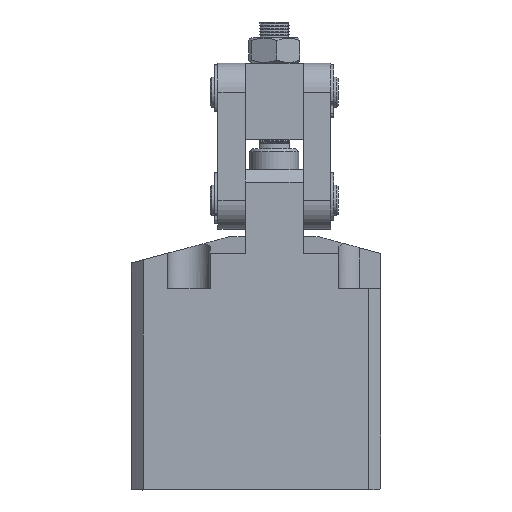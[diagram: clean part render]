
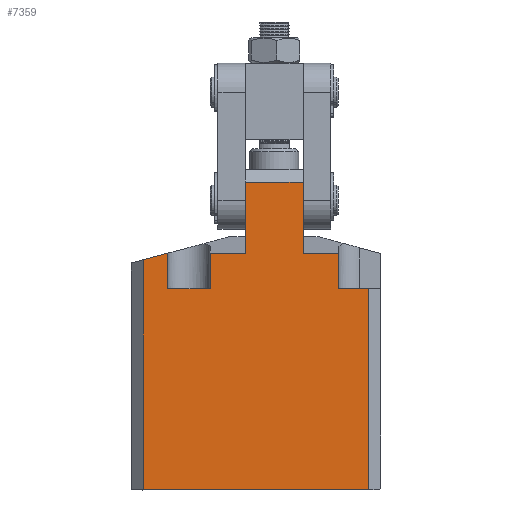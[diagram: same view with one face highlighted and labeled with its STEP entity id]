
A CAD part, top view. The second image highlights one B-rep face of the part: STEP entity #7359.
In plain terms, the highlighted planar face has unit normal (0, 0, 1).
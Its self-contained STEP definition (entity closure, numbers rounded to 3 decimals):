
#35 = CARTESIAN_POINT ( 'NONE',  ( 446.21, 103.516, 35. ) ) ;
#82 = LINE ( 'NONE', #12619, #1429 ) ;
#540 = CARTESIAN_POINT ( 'NONE',  ( 420.71, 103.516, 35. ) ) ;
#606 = LINE ( 'NONE', #5110, #642 ) ;
#642 = VECTOR ( 'NONE', #8708, 1000. ) ;
#756 = DIRECTION ( 'NONE',  ( 0., 1., 0. ) ) ;
#813 = CARTESIAN_POINT ( 'NONE',  ( 412.71, 179.014, 35. ) ) ;
#831 = VECTOR ( 'NONE', #3750, 1000. ) ;
#857 = LINE ( 'NONE', #35, #831 ) ;
#948 = VECTOR ( 'NONE', #10775, 1000. ) ;
#1008 = LINE ( 'NONE', #3198, #948 ) ;
#1369 = DIRECTION ( 'NONE',  ( -1., 0., 0. ) ) ;
#1429 = VECTOR ( 'NONE', #2883, 1000. ) ;
#1503 = CARTESIAN_POINT ( 'NONE',  ( 412.71, 204.516, 35. ) ) ;
#1617 = VECTOR ( 'NONE', #3142, 1000. ) ;
#1668 = CARTESIAN_POINT ( 'NONE',  ( 412.71, 169.516, 35. ) ) ;
#1679 = LINE ( 'NONE', #11652, #1617 ) ;
#1737 = CARTESIAN_POINT ( 'NONE',  ( 434.71, 103.516, 35. ) ) ;
#1774 = DIRECTION ( 'NONE',  ( -1., 0., 0. ) ) ;
#1816 = EDGE_CURVE ( 'NONE', #4124, #3560, #1008, .T. ) ;
#2146 = EDGE_CURVE ( 'NONE', #12105, #5943, #14863, .T. ) ;
#2170 = EDGE_CURVE ( 'NONE', #11446, #4913, #14477, .T. ) ;
#2495 = EDGE_CURVE ( 'NONE', #4913, #8995, #11218, .T. ) ;
#2798 = EDGE_CURVE ( 'NONE', #8995, #4184, #9655, .T. ) ;
#2883 = DIRECTION ( 'NONE',  ( -1., 0., 0. ) ) ;
#3142 = DIRECTION ( 'NONE',  ( -1., 0., 0. ) ) ;
#3198 = CARTESIAN_POINT ( 'NONE',  ( 412.71, 103.516, 35. ) ) ;
#3466 = CARTESIAN_POINT ( 'NONE',  ( 412.71, 103.516, 35. ) ) ;
#3560 = VERTEX_POINT ( 'NONE', #7806 ) ;
#3750 = DIRECTION ( 'NONE',  ( 0., -1., 0. ) ) ;
#4124 = VERTEX_POINT ( 'NONE', #813 ) ;
#4184 = VERTEX_POINT ( 'NONE', #13151 ) ;
#4449 = EDGE_CURVE ( 'NONE', #10758, #10819, #15274, .T. ) ;
#4539 = VECTOR ( 'NONE', #4653, 1000. ) ;
#4653 = DIRECTION ( 'NONE',  ( 1., 0., 0. ) ) ;
#4913 = VERTEX_POINT ( 'NONE', #8475 ) ;
#4979 = PLANE ( 'NONE',  #14143 ) ;
#5098 = LINE ( 'NONE', #3466, #4539 ) ;
#5110 = CARTESIAN_POINT ( 'NONE',  ( 420.71, 181.157, 35. ) ) ;
#5232 = FACE_OUTER_BOUND ( 'NONE', #14493, .T. ) ;
#5411 = CARTESIAN_POINT ( 'NONE',  ( 486.71, 103.516, 35. ) ) ;
#5465 = VECTOR ( 'NONE', #9554, 1000. ) ;
#5630 = LINE ( 'NONE', #540, #5650 ) ;
#5650 = VECTOR ( 'NONE', #7858, 1000. ) ;
#5825 = CARTESIAN_POINT ( 'NONE',  ( 420.71, 169.516, 35. ) ) ;
#5943 = VERTEX_POINT ( 'NONE', #9322 ) ;
#6236 = CARTESIAN_POINT ( 'NONE',  ( 412.71, 103.516, 35. ) ) ;
#6542 = DIRECTION ( 'NONE',  ( 0., -1., 0. ) ) ;
#6637 = VERTEX_POINT ( 'NONE', #7497 ) ;
#6697 = CARTESIAN_POINT ( 'NONE',  ( 434.71, 181.157, 35. ) ) ;
#6771 = CARTESIAN_POINT ( 'NONE',  ( 486.71, 103.516, 35. ) ) ;
#7359 = ADVANCED_FACE ( 'NONE', ( #5232 ), #4979, .T. ) ;
#7439 = DIRECTION ( 'NONE',  ( 1., 0., 0. ) ) ;
#7497 = CARTESIAN_POINT ( 'NONE',  ( 420.71, 181.157, 35. ) ) ;
#7732 = CARTESIAN_POINT ( 'NONE',  ( 476.71, 181.157, 35. ) ) ;
#7806 = CARTESIAN_POINT ( 'NONE',  ( 412.71, 103.516, 35. ) ) ;
#7858 = DIRECTION ( 'NONE',  ( 0., 1., 0. ) ) ;
#8171 = DIRECTION ( 'NONE',  ( 0., 1., 0. ) ) ;
#8246 = EDGE_CURVE ( 'NONE', #9202, #9475, #1679, .T. ) ;
#8475 = CARTESIAN_POINT ( 'NONE',  ( 465.21, 181.157, 35. ) ) ;
#8708 = DIRECTION ( 'NONE',  ( -0.966, -0.259, 0. ) ) ;
#8847 = CARTESIAN_POINT ( 'NONE',  ( 412.71, 181.157, 35. ) ) ;
#8995 = VERTEX_POINT ( 'NONE', #14154 ) ;
#9176 = VERTEX_POINT ( 'NONE', #14571 ) ;
#9202 = VERTEX_POINT ( 'NONE', #15759 ) ;
#9322 = CARTESIAN_POINT ( 'NONE',  ( 486.71, 169.516, 35. ) ) ;
#9331 = VECTOR ( 'NONE', #1369, 1000. ) ;
#9475 = VERTEX_POINT ( 'NONE', #6697 ) ;
#9547 = DIRECTION ( 'NONE',  ( -1., 0., 0. ) ) ;
#9554 = DIRECTION ( 'NONE',  ( 0., 1., 0. ) ) ;
#9648 = VECTOR ( 'NONE', #6542, 1000. ) ;
#9652 = CARTESIAN_POINT ( 'NONE',  ( 465.21, 103.516, 35. ) ) ;
#9655 = LINE ( 'NONE', #1503, #9331 ) ;
#10122 = ORIENTED_EDGE ( 'NONE', *, *, #2146, .T. ) ;
#10159 = ORIENTED_EDGE ( 'NONE', *, *, #10297, .T. ) ;
#10234 = ORIENTED_EDGE ( 'NONE', *, *, #1816, .T. ) ;
#10257 = LINE ( 'NONE', #14347, #10400 ) ;
#10297 = EDGE_CURVE ( 'NONE', #3560, #12105, #5098, .T. ) ;
#10325 = ORIENTED_EDGE ( 'NONE', *, *, #15711, .T. ) ;
#10367 = ORIENTED_EDGE ( 'NONE', *, *, #14623, .T. ) ;
#10383 = ORIENTED_EDGE ( 'NONE', *, *, #4449, .T. ) ;
#10400 = VECTOR ( 'NONE', #8171, 1000. ) ;
#10487 = ORIENTED_EDGE ( 'NONE', *, *, #11035, .T. ) ;
#10553 = ORIENTED_EDGE ( 'NONE', *, *, #8246, .T. ) ;
#10589 = ORIENTED_EDGE ( 'NONE', *, *, #15622, .T. ) ;
#10618 = ORIENTED_EDGE ( 'NONE', *, *, #2798, .T. ) ;
#10657 = ORIENTED_EDGE ( 'NONE', *, *, #2495, .T. ) ;
#10692 = ORIENTED_EDGE ( 'NONE', *, *, #2170, .T. ) ;
#10705 = ORIENTED_EDGE ( 'NONE', *, *, #13388, .T. ) ;
#10720 = ORIENTED_EDGE ( 'NONE', *, *, #11417, .T. ) ;
#10758 = VERTEX_POINT ( 'NONE', #14303 ) ;
#10775 = DIRECTION ( 'NONE',  ( 0., -1., 0. ) ) ;
#10819 = VERTEX_POINT ( 'NONE', #5825 ) ;
#11035 = EDGE_CURVE ( 'NONE', #9475, #10758, #11367, .T. ) ;
#11107 = DIRECTION ( 'NONE',  ( 0., 0., 1. ) ) ;
#11218 = LINE ( 'NONE', #9652, #5465 ) ;
#11367 = LINE ( 'NONE', #1737, #9648 ) ;
#11417 = EDGE_CURVE ( 'NONE', #5943, #9176, #82, .T. ) ;
#11446 = VERTEX_POINT ( 'NONE', #7732 ) ;
#11652 = CARTESIAN_POINT ( 'NONE',  ( 412.71, 181.157, 35. ) ) ;
#12105 = VERTEX_POINT ( 'NONE', #5411 ) ;
#12619 = CARTESIAN_POINT ( 'NONE',  ( 412.71, 169.516, 35. ) ) ;
#13151 = CARTESIAN_POINT ( 'NONE',  ( 446.21, 204.516, 35. ) ) ;
#13388 = EDGE_CURVE ( 'NONE', #9176, #11446, #10257, .T. ) ;
#14143 = AXIS2_PLACEMENT_3D ( 'NONE', #6236, #11107, #7439 ) ;
#14154 = CARTESIAN_POINT ( 'NONE',  ( 465.21, 204.516, 35. ) ) ;
#14303 = CARTESIAN_POINT ( 'NONE',  ( 434.71, 169.516, 35. ) ) ;
#14347 = CARTESIAN_POINT ( 'NONE',  ( 476.71, 103.516, 35. ) ) ;
#14477 = LINE ( 'NONE', #8847, #14661 ) ;
#14480 = VECTOR ( 'NONE', #756, 1000. ) ;
#14493 = EDGE_LOOP ( 'NONE', ( #10720, #10705, #10692, #10657, #10618, #10589, #10553, #10487, #10383, #10367, #10325, #10234, #10159, #10122 ) ) ;
#14571 = CARTESIAN_POINT ( 'NONE',  ( 476.71, 169.516, 35. ) ) ;
#14623 = EDGE_CURVE ( 'NONE', #10819, #6637, #5630, .T. ) ;
#14661 = VECTOR ( 'NONE', #9547, 1000. ) ;
#14863 = LINE ( 'NONE', #6771, #14480 ) ;
#15244 = VECTOR ( 'NONE', #1774, 1000. ) ;
#15274 = LINE ( 'NONE', #1668, #15244 ) ;
#15622 = EDGE_CURVE ( 'NONE', #4184, #9202, #857, .T. ) ;
#15711 = EDGE_CURVE ( 'NONE', #6637, #4124, #606, .T. ) ;
#15759 = CARTESIAN_POINT ( 'NONE',  ( 446.21, 181.157, 35. ) ) ;
